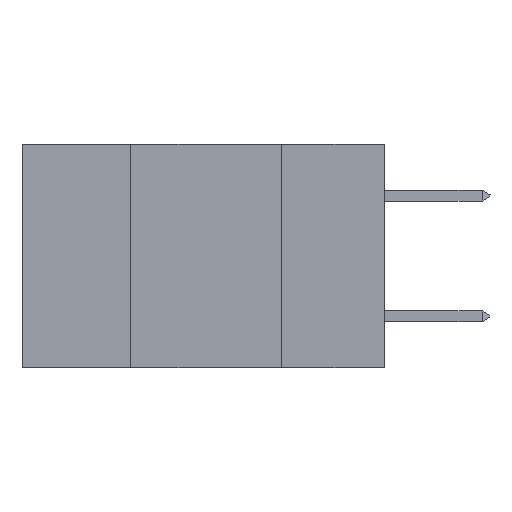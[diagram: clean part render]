
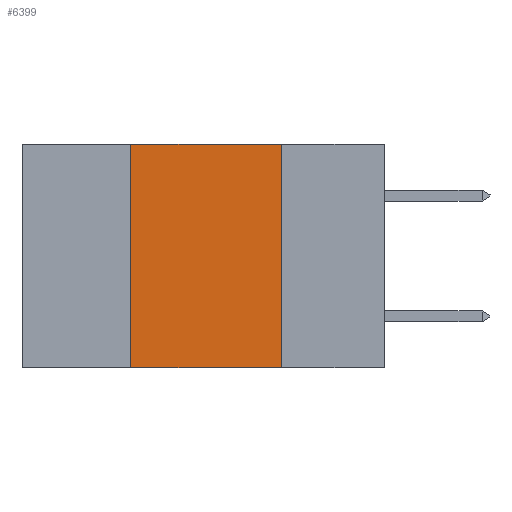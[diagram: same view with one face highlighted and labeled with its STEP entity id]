
A CAD part, left-side view. The second image highlights one B-rep face of the part: STEP entity #6399.
In plain terms, the highlighted planar face has unit normal (-1, 0, 0).
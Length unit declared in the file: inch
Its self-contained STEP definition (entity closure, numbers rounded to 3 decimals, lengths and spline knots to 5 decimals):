
#101 = DIRECTION ( 'NONE',  ( 0., -1., 0. ) ) ;
#1436 = ORIENTED_EDGE ( 'NONE', *, *, #17223, .F. ) ;
#1637 = EDGE_CURVE ( 'NONE', #21814, #12834, #10344, .T. ) ;
#1935 = DIRECTION ( 'NONE',  ( 0., 0., 1. ) ) ;
#2049 = EDGE_CURVE ( 'NONE', #12834, #6480, #25480, .T. ) ;
#2207 = ORIENTED_EDGE ( 'NONE', *, *, #1637, .F. ) ;
#3600 = DIRECTION ( 'NONE',  ( 0., -1., 0. ) ) ;
#4081 = LINE ( 'NONE', #31066, #16908 ) ;
#4400 = DIRECTION ( 'NONE',  ( 0., 0., -1. ) ) ;
#6399 = ADVANCED_FACE ( 'NONE', ( #22029 ), #28903, .F. ) ;
#6480 = VERTEX_POINT ( 'NONE', #15909 ) ;
#10344 = LINE ( 'NONE', #27579, #26282 ) ;
#12834 = VERTEX_POINT ( 'NONE', #28747 ) ;
#14516 = AXIS2_PLACEMENT_3D ( 'NONE', #19504, #26714, #4400 ) ;
#15391 = LINE ( 'NONE', #16221, #27343 ) ;
#15406 = CARTESIAN_POINT ( 'NONE',  ( 0., 0.42, -0.37 ) ) ;
#15675 = ORIENTED_EDGE ( 'NONE', *, *, #2049, .F. ) ;
#15909 = CARTESIAN_POINT ( 'NONE',  ( 0., 0.17, 0. ) ) ;
#16221 = CARTESIAN_POINT ( 'NONE',  ( 0., 0.17, 0. ) ) ;
#16908 = VECTOR ( 'NONE', #101, 39.37008 ) ;
#17223 = EDGE_CURVE ( 'NONE', #6480, #23289, #15391, .T. ) ;
#19361 = EDGE_LOOP ( 'NONE', ( #1436, #15675, #2207, #24216 ) ) ;
#19504 = CARTESIAN_POINT ( 'NONE',  ( 0., 0.6, 0. ) ) ;
#19624 = CARTESIAN_POINT ( 'NONE',  ( 0., 0.17, -0.37 ) ) ;
#21149 = CARTESIAN_POINT ( 'NONE',  ( 0., 0.6, 0. ) ) ;
#21814 = VERTEX_POINT ( 'NONE', #15406 ) ;
#22029 = FACE_OUTER_BOUND ( 'NONE', #19361, .T. ) ;
#23289 = VERTEX_POINT ( 'NONE', #19624 ) ;
#24216 = ORIENTED_EDGE ( 'NONE', *, *, #29237, .T. ) ;
#25480 = LINE ( 'NONE', #21149, #31418 ) ;
#26282 = VECTOR ( 'NONE', #1935, 39.37008 ) ;
#26451 = DIRECTION ( 'NONE',  ( 0., 0., -1. ) ) ;
#26714 = DIRECTION ( 'NONE',  ( 1., 0., 0. ) ) ;
#27343 = VECTOR ( 'NONE', #26451, 39.37008 ) ;
#27579 = CARTESIAN_POINT ( 'NONE',  ( 0., 0.42, 0. ) ) ;
#28747 = CARTESIAN_POINT ( 'NONE',  ( 0., 0.42, 0. ) ) ;
#28903 = PLANE ( 'NONE',  #14516 ) ;
#29237 = EDGE_CURVE ( 'NONE', #21814, #23289, #4081, .T. ) ;
#31066 = CARTESIAN_POINT ( 'NONE',  ( 0., 0.6, -0.37 ) ) ;
#31418 = VECTOR ( 'NONE', #3600, 39.37008 ) ;
